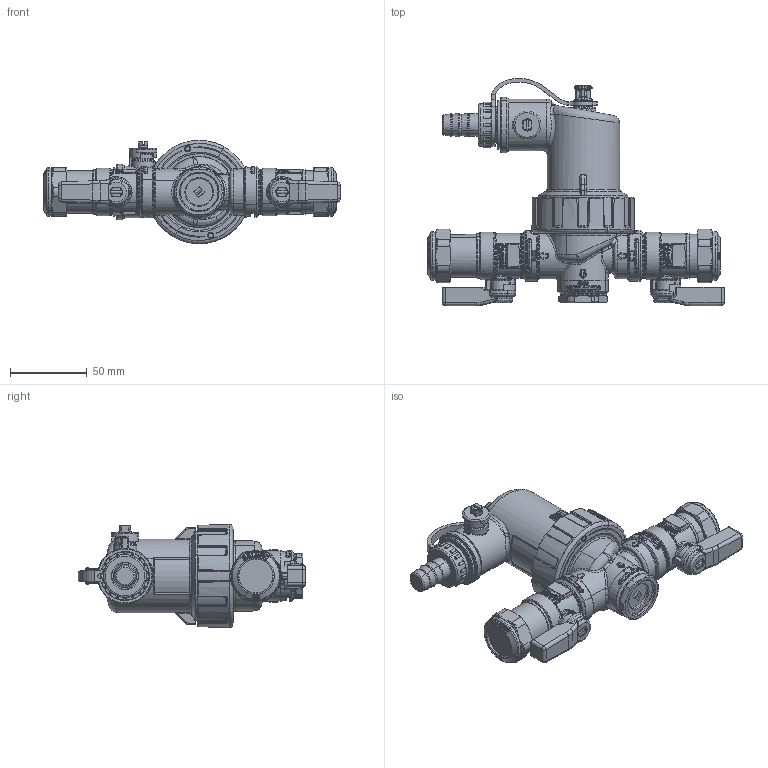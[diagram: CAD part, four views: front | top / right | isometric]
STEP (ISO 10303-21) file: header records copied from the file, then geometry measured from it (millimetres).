
FILE_DESCRIPTION(('CATIA V5 STEP Exchange','CAx-IF Rec.Pracs.--- Model Styling and Organization---1.5--- 2016-08-15','CAx-IF Rec.Pracs.---Supplemental Geometry---1.0---2011-11-01','CAx-IF Rec.Pracs.--- Composite Materials ---3.4---2017-06-13','CAx-IF Rec.Pracs.---Tessellated 3D Geometry---1.0---2015-12-17'),'2;1');
FILE_NAME('STEP_545022_-_TST.stp','2023-05-16T08:14:24+00:00',('none'),('none'),'CATIA Version 5-6 Release 2020 SP5','CATIA V5 STEP AP242 v2','none');
FILE_SCHEMA(('AP242_MANAGED_MODEL_BASED_3D_ENGINEERING_MIM_LF {1 0 10303 442 1 1 4}'));
Length unit declared in the file: millimetre
Products named in the file (1): 545022 - TST
Bounding box: 193.58 x 148.45 x 67.5 mm (x, y, z)
Volume: 400952.5 mm3; surface area: 63156.5 mm2
Topology: 1 solids, 7 shells, 4742 faces, 11255 edges, 6282 vertices
Faces by surface type: bspline 2693, cylinder 756, plane 428, cone 369, torus 312, sphere 184
Entity records: 286782 total; most frequent: CARTESIAN_POINT 204122, ORIENTED_EDGE 21866, EDGE_CURVE 10933, B_SPLINE_CURVE_WITH_KNOTS 7436, DIRECTION 6451, VERTEX_POINT 6282, EDGE_LOOP 4847, ADVANCED_FACE 4742
